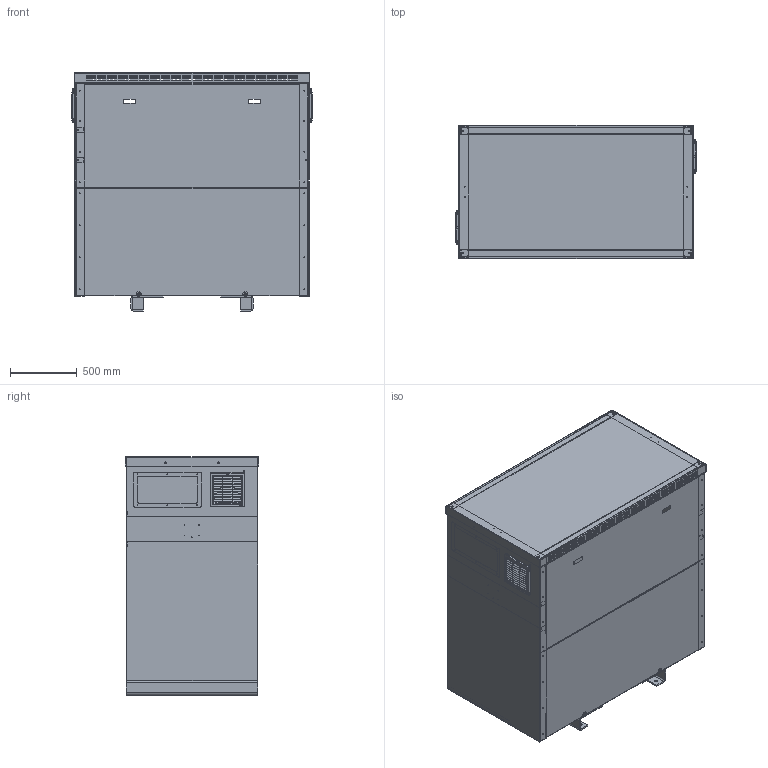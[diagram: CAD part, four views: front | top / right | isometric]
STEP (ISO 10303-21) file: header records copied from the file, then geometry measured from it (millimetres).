
FILE_DESCRIPTION(/* description */ (''),/* implementation_level */ '2;1');
FILE_NAME(/* name */ 'TTW630.stp',/* time_stamp */ '2024-01-04T08:18:06+01:00',/* author */ ('ops'),/* organization */ (''),/* preprocessor_version */ 'ST-DEVELOPER v16.13',/* originating_system */ 'Autodesk Inventor 2018',/* authorisation */ '');
FILE_SCHEMA (('AUTOMOTIVE_DESIGN { 1 0 10303 214 3 1 1 }'));
Products named in the file (1): CAJ23RC200-1E
Bounding box: 1812.65 x 1000 x 1791 mm (x, y, z)
Volume: 49012593.5 mm3; surface area: 33234806.9 mm2
Topology: 34 solids, 34 shells, 3462 faces, 9878 edges, 6384 vertices
Faces by surface type: plane 1986, cylinder 1120, sphere 178, bspline 146, cone 18, torus 14
Full cylindrical faces by diameter (mm): 3.5 x14, 4 x54, 6 x62, 7 x84, 8 x18, 8.376 x4, 12 x4, 20 x8, 25 x32, 211 x2
Entity records: 119654 total; most frequent: CARTESIAN_POINT 23591, DIRECTION 19386, ORIENTED_EDGE 19048, EDGE_CURVE 9524, AXIS2_PLACEMENT_3D 6741, VERTEX_POINT 6338, LINE 5904, VECTOR 5904
